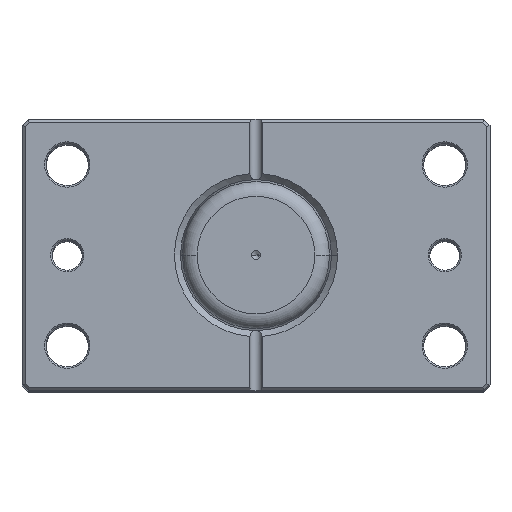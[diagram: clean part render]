
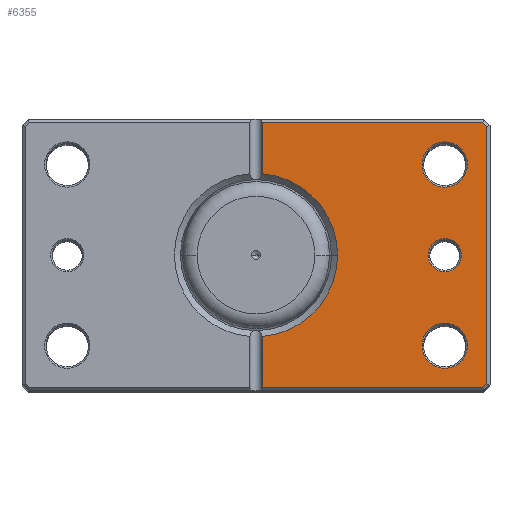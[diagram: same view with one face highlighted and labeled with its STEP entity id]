
A CAD part, top view. The second image highlights one B-rep face of the part: STEP entity #6355.
In plain terms, the highlighted face is planar.
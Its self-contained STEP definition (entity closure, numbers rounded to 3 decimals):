
#125 = VECTOR ( 'NONE', #3021, 1000. ) ;
#161 = DIRECTION ( 'NONE',  ( 1., 0., 0. ) ) ;
#226 = EDGE_CURVE ( 'NONE', #2524, #2366, #6162, .T. ) ;
#234 = FACE_OUTER_BOUND ( 'NONE', #2373, .T. ) ;
#267 = EDGE_CURVE ( 'NONE', #6003, #2548, #3885, .T. ) ;
#301 = CARTESIAN_POINT ( 'NONE',  ( -2., -44., 0. ) ) ;
#329 = VERTEX_POINT ( 'NONE', #6541 ) ;
#368 = CARTESIAN_POINT ( 'NONE',  ( -59.543, -59.543, 0. ) ) ;
#462 = CARTESIAN_POINT ( 'NONE',  ( -55., -30., 0. ) ) ;
#573 = DIRECTION ( 'NONE',  ( 0., 0., 1. ) ) ;
#614 = EDGE_CURVE ( 'NONE', #2366, #4440, #3873, .T. ) ;
#903 = DIRECTION ( 'NONE',  ( -0.707, 0.707, 0. ) ) ;
#920 = CARTESIAN_POINT ( 'NONE',  ( -62.5, 30., 0. ) ) ;
#926 = EDGE_CURVE ( 'NONE', #5999, #2009, #1539, .T. ) ;
#941 = DIRECTION ( 'NONE',  ( -1., 0., 0. ) ) ;
#995 = ORIENTED_EDGE ( 'NONE', *, *, #3939, .T. ) ;
#1014 = CARTESIAN_POINT ( 'NONE',  ( -76.5, 42.586, 0. ) ) ;
#1048 = VECTOR ( 'NONE', #5801, 1000. ) ;
#1165 = CARTESIAN_POINT ( 'NONE',  ( 0., 0., 0. ) ) ;
#1169 = CARTESIAN_POINT ( 'NONE',  ( -2., 44., 0. ) ) ;
#1440 = VERTEX_POINT ( 'NONE', #6773 ) ;
#1470 = DIRECTION ( 'NONE',  ( 1., 0., 0. ) ) ;
#1539 = LINE ( 'NONE', #2393, #4026 ) ;
#1672 = FACE_BOUND ( 'NONE', #2686, .T. ) ;
#1724 = CIRCLE ( 'NONE', #3517, 5.5 ) ;
#1745 = VECTOR ( 'NONE', #5273, 1000. ) ;
#1856 = DIRECTION ( 'NONE',  ( 0., 0., 1. ) ) ;
#1923 = CIRCLE ( 'NONE', #5397, 5.5 ) ;
#1966 = CARTESIAN_POINT ( 'NONE',  ( -59.543, 59.543, 0. ) ) ;
#2009 = VERTEX_POINT ( 'NONE', #1014 ) ;
#2021 = FACE_BOUND ( 'NONE', #6303, .T. ) ;
#2077 = CARTESIAN_POINT ( 'NONE',  ( 0., 44., 0. ) ) ;
#2134 = CARTESIAN_POINT ( 'NONE',  ( -62.5, -30., 0. ) ) ;
#2158 = VECTOR ( 'NONE', #903, 1000. ) ;
#2242 = ORIENTED_EDGE ( 'NONE', *, *, #267, .T. ) ;
#2263 = DIRECTION ( 'NONE',  ( 0., 0., 1. ) ) ;
#2311 = LINE ( 'NONE', #368, #2158 ) ;
#2363 = CARTESIAN_POINT ( 'NONE',  ( -55., 30., 0. ) ) ;
#2366 = VERTEX_POINT ( 'NONE', #301 ) ;
#2373 = EDGE_LOOP ( 'NONE', ( #2242, #6659, #4895, #2414, #2582, #2895, #4943, #5558, #6214 ) ) ;
#2385 = VERTEX_POINT ( 'NONE', #4027 ) ;
#2393 = CARTESIAN_POINT ( 'NONE',  ( -76.5, 0., 0. ) ) ;
#2414 = ORIENTED_EDGE ( 'NONE', *, *, #226, .T. ) ;
#2455 = DIRECTION ( 'NONE',  ( 0., 0., 1. ) ) ;
#2522 = EDGE_CURVE ( 'NONE', #2385, #6003, #2983, .T. ) ;
#2524 = VERTEX_POINT ( 'NONE', #2612 ) ;
#2548 = VERTEX_POINT ( 'NONE', #5811 ) ;
#2582 = ORIENTED_EDGE ( 'NONE', *, *, #614, .T. ) ;
#2612 = CARTESIAN_POINT ( 'NONE',  ( -2., -26.926, 0. ) ) ;
#2615 = CARTESIAN_POINT ( 'NONE',  ( -62.5, 30., 0. ) ) ;
#2625 = DIRECTION ( 'NONE',  ( 0., 0., 1. ) ) ;
#2658 = DIRECTION ( 'NONE',  ( 1., 0., 0. ) ) ;
#2686 = EDGE_LOOP ( 'NONE', ( #5276, #4157 ) ) ;
#2796 = AXIS2_PLACEMENT_3D ( 'NONE', #3766, #573, #4296 ) ;
#2811 = EDGE_LOOP ( 'NONE', ( #4492, #995 ) ) ;
#2851 = EDGE_CURVE ( 'NONE', #5571, #6668, #5238, .T. ) ;
#2895 = ORIENTED_EDGE ( 'NONE', *, *, #4417, .T. ) ;
#2978 = CIRCLE ( 'NONE', #5136, 7.5 ) ;
#2983 = LINE ( 'NONE', #2077, #1745 ) ;
#3005 = DIRECTION ( 'NONE',  ( 0., 1., 0. ) ) ;
#3021 = DIRECTION ( 'NONE',  ( 0., -1., 0. ) ) ;
#3062 = CIRCLE ( 'NONE', #6568, 7.5 ) ;
#3095 = FACE_BOUND ( 'NONE', #2811, .T. ) ;
#3140 = DIRECTION ( 'NONE',  ( 1., 0., 0. ) ) ;
#3264 = AXIS2_PLACEMENT_3D ( 'NONE', #920, #4660, #1470 ) ;
#3372 = DIRECTION ( 'NONE',  ( 0., 0., 1. ) ) ;
#3373 = EDGE_CURVE ( 'NONE', #1440, #2524, #6642, .T. ) ;
#3439 = CARTESIAN_POINT ( 'NONE',  ( -70., -30., 0. ) ) ;
#3464 = CARTESIAN_POINT ( 'NONE',  ( -2., 45., 0. ) ) ;
#3505 = EDGE_CURVE ( 'NONE', #2548, #1440, #5981, .T. ) ;
#3508 = ORIENTED_EDGE ( 'NONE', *, *, #4784, .T. ) ;
#3517 = AXIS2_PLACEMENT_3D ( 'NONE', #5619, #2455, #6182 ) ;
#3718 = VECTOR ( 'NONE', #941, 1000. ) ;
#3766 = CARTESIAN_POINT ( 'NONE',  ( 0., 0., 0. ) ) ;
#3873 = LINE ( 'NONE', #6576, #3718 ) ;
#3878 = VECTOR ( 'NONE', #5676, 1000. ) ;
#3885 = LINE ( 'NONE', #5613, #1048 ) ;
#3886 = CIRCLE ( 'NONE', #3264, 7.5 ) ;
#3939 = EDGE_CURVE ( 'NONE', #5283, #6439, #3886, .T. ) ;
#4026 = VECTOR ( 'NONE', #3005, 1000. ) ;
#4027 = CARTESIAN_POINT ( 'NONE',  ( -75.086, 44., 0. ) ) ;
#4157 = ORIENTED_EDGE ( 'NONE', *, *, #5825, .T. ) ;
#4296 = DIRECTION ( 'NONE',  ( 1., 0., 0. ) ) ;
#4373 = EDGE_CURVE ( 'NONE', #2009, #2385, #4378, .T. ) ;
#4378 = LINE ( 'NONE', #1966, #3878 ) ;
#4417 = EDGE_CURVE ( 'NONE', #4440, #5999, #2311, .T. ) ;
#4440 = VERTEX_POINT ( 'NONE', #6801 ) ;
#4449 = CARTESIAN_POINT ( 'NONE',  ( -57., 0., 0. ) ) ;
#4492 = ORIENTED_EDGE ( 'NONE', *, *, #4518, .T. ) ;
#4495 = AXIS2_PLACEMENT_3D ( 'NONE', #6574, #3372, #161 ) ;
#4518 = EDGE_CURVE ( 'NONE', #6439, #5283, #3062, .T. ) ;
#4584 = ORIENTED_EDGE ( 'NONE', *, *, #5300, .T. ) ;
#4660 = DIRECTION ( 'NONE',  ( 0., 0., 1. ) ) ;
#4784 = EDGE_CURVE ( 'NONE', #6111, #329, #1724, .T. ) ;
#4876 = CARTESIAN_POINT ( 'NONE',  ( -76.5, -42.586, 0. ) ) ;
#4895 = ORIENTED_EDGE ( 'NONE', *, *, #3373, .T. ) ;
#4943 = ORIENTED_EDGE ( 'NONE', *, *, #926, .T. ) ;
#4994 = CARTESIAN_POINT ( 'NONE',  ( -70., 30., 0. ) ) ;
#5037 = CARTESIAN_POINT ( 'NONE',  ( -62.5, 0., 0. ) ) ;
#5136 = AXIS2_PLACEMENT_3D ( 'NONE', #2134, #5848, #2658 ) ;
#5238 = CIRCLE ( 'NONE', #4495, 7.5 ) ;
#5273 = DIRECTION ( 'NONE',  ( 1., 0., 0. ) ) ;
#5276 = ORIENTED_EDGE ( 'NONE', *, *, #2851, .T. ) ;
#5283 = VERTEX_POINT ( 'NONE', #2363 ) ;
#5300 = EDGE_CURVE ( 'NONE', #329, #6111, #1923, .T. ) ;
#5385 = AXIS2_PLACEMENT_3D ( 'NONE', #1165, #2263, #5988 ) ;
#5397 = AXIS2_PLACEMENT_3D ( 'NONE', #5037, #1856, #5568 ) ;
#5558 = ORIENTED_EDGE ( 'NONE', *, *, #4373, .T. ) ;
#5568 = DIRECTION ( 'NONE',  ( 1., 0., 0. ) ) ;
#5571 = VERTEX_POINT ( 'NONE', #3439 ) ;
#5613 = CARTESIAN_POINT ( 'NONE',  ( -2., 45., 0. ) ) ;
#5619 = CARTESIAN_POINT ( 'NONE',  ( -62.5, 0., 0. ) ) ;
#5676 = DIRECTION ( 'NONE',  ( 0.707, 0.707, 0. ) ) ;
#5801 = DIRECTION ( 'NONE',  ( 0., -1., 0. ) ) ;
#5804 = CARTESIAN_POINT ( 'NONE',  ( 0., 0., 0. ) ) ;
#5811 = CARTESIAN_POINT ( 'NONE',  ( -2., 26.926, 0. ) ) ;
#5825 = EDGE_CURVE ( 'NONE', #6668, #5571, #2978, .T. ) ;
#5848 = DIRECTION ( 'NONE',  ( 0., 0., 1. ) ) ;
#5960 = PLANE ( 'NONE',  #5385 ) ;
#5981 = CIRCLE ( 'NONE', #2796, 27. ) ;
#5988 = DIRECTION ( 'NONE',  ( 1., 0., 0. ) ) ;
#5999 = VERTEX_POINT ( 'NONE', #4876 ) ;
#6003 = VERTEX_POINT ( 'NONE', #1169 ) ;
#6111 = VERTEX_POINT ( 'NONE', #4449 ) ;
#6161 = AXIS2_PLACEMENT_3D ( 'NONE', #5804, #2625, #6362 ) ;
#6162 = LINE ( 'NONE', #3464, #125 ) ;
#6182 = DIRECTION ( 'NONE',  ( 1., 0., 0. ) ) ;
#6214 = ORIENTED_EDGE ( 'NONE', *, *, #2522, .T. ) ;
#6303 = EDGE_LOOP ( 'NONE', ( #4584, #3508 ) ) ;
#6345 = DIRECTION ( 'NONE',  ( 0., 0., 1. ) ) ;
#6355 = ADVANCED_FACE ( 'NONE', ( #2021, #1672, #3095, #234 ), #5960, .F. ) ;
#6362 = DIRECTION ( 'NONE',  ( 1., 0., 0. ) ) ;
#6439 = VERTEX_POINT ( 'NONE', #4994 ) ;
#6541 = CARTESIAN_POINT ( 'NONE',  ( -68., 0., 0. ) ) ;
#6568 = AXIS2_PLACEMENT_3D ( 'NONE', #2615, #6345, #3140 ) ;
#6574 = CARTESIAN_POINT ( 'NONE',  ( -62.5, -30., 0. ) ) ;
#6576 = CARTESIAN_POINT ( 'NONE',  ( 0., -44., 0. ) ) ;
#6642 = CIRCLE ( 'NONE', #6161, 27. ) ;
#6659 = ORIENTED_EDGE ( 'NONE', *, *, #3505, .T. ) ;
#6668 = VERTEX_POINT ( 'NONE', #462 ) ;
#6773 = CARTESIAN_POINT ( 'NONE',  ( -27., 0., 0. ) ) ;
#6801 = CARTESIAN_POINT ( 'NONE',  ( -75.086, -44., 0. ) ) ;
